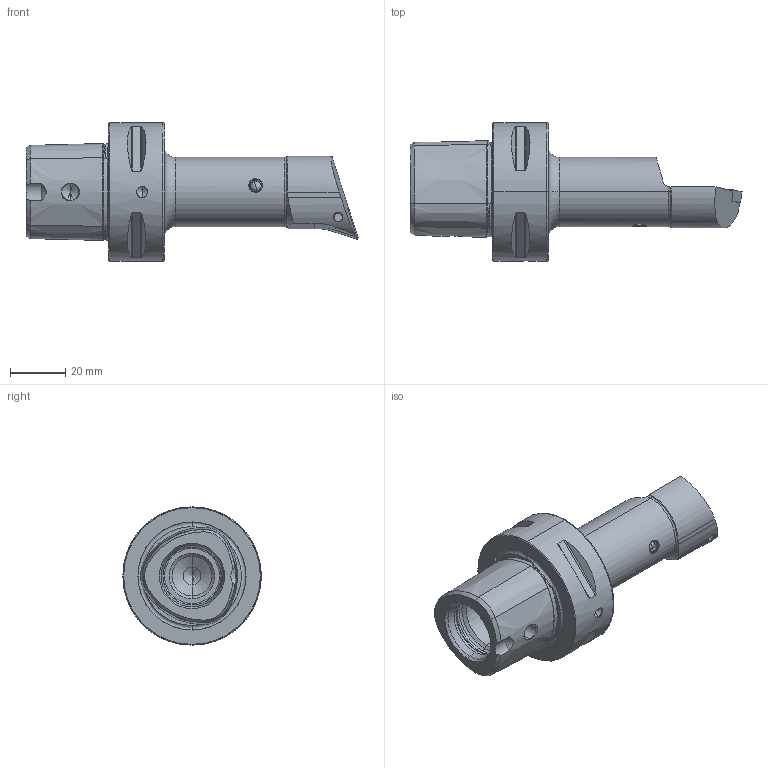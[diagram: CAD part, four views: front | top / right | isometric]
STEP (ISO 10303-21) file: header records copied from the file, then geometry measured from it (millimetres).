
FILE_DESCRIPTION (( 'STEP AP214' ), '1' );
FILE_NAME ('PS5.BDB.RQA.090.STEP', '2020-09-16T09:10:43', ( '' ), ( '' ), 'SwSTEP 2.0', 'SolidWorks 2017', '' );
FILE_SCHEMA (( 'AUTOMOTIVE_DESIGN' ));
Length unit declared in the file: millimetre
Products named in the file (5): WCB-ER2.001.009_A; PS5.BDB.RQA.090; KVT_MB_600_050; DCMT11T304; PS5-BDB.RQA.090_A
Assembly tree (4 placements, depth 2):
  PS5.BDB.RQA.090
    PS5-BDB.RQA.090_A
    DCMT11T304
    WCB-ER2.001.009_A
    KVT_MB_600_050
Bounding box: 120 x 50 x 50 mm (x, y, z)
Volume: 79296.4 mm3; surface area: 19661.6 mm2
Topology: 5 solids, 5 shells, 283 faces, 676 edges, 400 vertices
Faces by surface type: cone 96, cylinder 73, plane 53, torus 41, bspline 16, sphere 4
Entity records: 9487 total; most frequent: CARTESIAN_POINT 3035, ORIENTED_EDGE 1314, DIRECTION 1285, EDGE_CURVE 657, AXIS2_PLACEMENT_3D 529, VERTEX_POINT 397, EDGE_LOOP 306, ADVANCED_FACE 283
